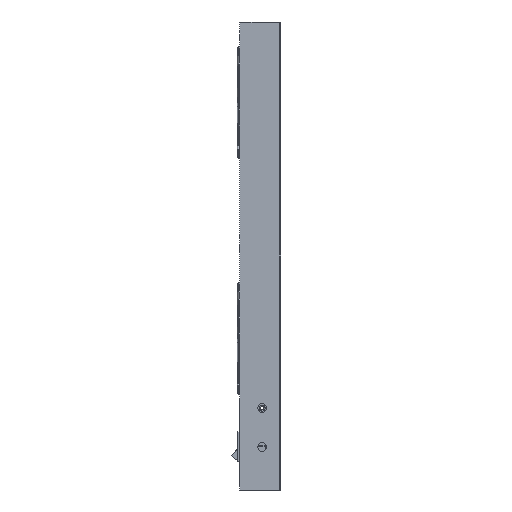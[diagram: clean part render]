
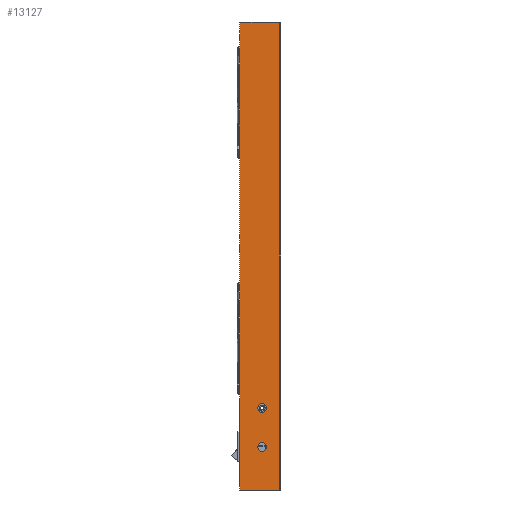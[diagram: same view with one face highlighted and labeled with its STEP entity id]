
A CAD part, left-side view. The second image highlights one B-rep face of the part: STEP entity #13127.
In plain terms, the highlighted planar face has unit normal (-1, 0, 0).
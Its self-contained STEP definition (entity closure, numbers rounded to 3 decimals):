
#273 = DIRECTION ( 'NONE',  ( 0., 0., 1. ) ) ;
#287 = ORIENTED_EDGE ( 'NONE', *, *, #7956, .F. ) ;
#497 = EDGE_LOOP ( 'NONE', ( #9508, #287, #13584, #8922 ) ) ;
#690 = DIRECTION ( 'NONE',  ( 0., 0., 1. ) ) ;
#760 = CARTESIAN_POINT ( 'NONE',  ( -70., 41., -480. ) ) ;
#1300 = VECTOR ( 'NONE', #273, 1000. ) ;
#1571 = DIRECTION ( 'NONE',  ( -1., 0., 0. ) ) ;
#1777 = EDGE_CURVE ( 'NONE', #7798, #10372, #11217, .T. ) ;
#2050 = DIRECTION ( 'NONE',  ( 0., -1., 0. ) ) ;
#2486 = VERTEX_POINT ( 'NONE', #16797 ) ;
#2859 = ORIENTED_EDGE ( 'NONE', *, *, #14385, .F. ) ;
#3070 = DIRECTION ( 'NONE',  ( 0., -1., 0. ) ) ;
#3621 = CARTESIAN_POINT ( 'NONE',  ( -70., 41., -480. ) ) ;
#3729 = FACE_BOUND ( 'NONE', #11993, .T. ) ;
#4084 = VERTEX_POINT ( 'NONE', #6873 ) ;
#4384 = LINE ( 'NONE', #13700, #11994 ) ;
#4608 = CARTESIAN_POINT ( 'NONE',  ( -70., 0., -480. ) ) ;
#4650 = EDGE_CURVE ( 'NONE', #12126, #7798, #13995, .T. ) ;
#4939 = DIRECTION ( 'NONE',  ( -1., 0., 0. ) ) ;
#5389 = CARTESIAN_POINT ( 'NONE',  ( -70., 18., -396. ) ) ;
#6527 = AXIS2_PLACEMENT_3D ( 'NONE', #12227, #4939, #10250 ) ;
#6873 = CARTESIAN_POINT ( 'NONE',  ( -70., 18., -391.5 ) ) ;
#6966 = LINE ( 'NONE', #12021, #1300 ) ;
#7057 = DIRECTION ( 'NONE',  ( 0., 0., 1. ) ) ;
#7798 = VERTEX_POINT ( 'NONE', #12457 ) ;
#7956 = EDGE_CURVE ( 'NONE', #12126, #11942, #6966, .T. ) ;
#8248 = FACE_OUTER_BOUND ( 'NONE', #497, .T. ) ;
#8629 = CARTESIAN_POINT ( 'NONE',  ( -70., 0., 0. ) ) ;
#8922 = ORIENTED_EDGE ( 'NONE', *, *, #1777, .T. ) ;
#9011 = CIRCLE ( 'NONE', #13735, 4.5 ) ;
#9397 = DIRECTION ( 'NONE',  ( 0., 0., 1. ) ) ;
#9508 = ORIENTED_EDGE ( 'NONE', *, *, #16008, .F. ) ;
#10250 = DIRECTION ( 'NONE',  ( 0., 0., 1. ) ) ;
#10372 = VERTEX_POINT ( 'NONE', #8629 ) ;
#10623 = DIRECTION ( 'NONE',  ( -1., 0., 0. ) ) ;
#11094 = EDGE_LOOP ( 'NONE', ( #2859 ) ) ;
#11132 = AXIS2_PLACEMENT_3D ( 'NONE', #5389, #10623, #9397 ) ;
#11217 = LINE ( 'NONE', #4608, #13378 ) ;
#11942 = VERTEX_POINT ( 'NONE', #13817 ) ;
#11993 = EDGE_LOOP ( 'NONE', ( #16763 ) ) ;
#11994 = VECTOR ( 'NONE', #3070, 1000. ) ;
#12021 = CARTESIAN_POINT ( 'NONE',  ( -70., 41., -480. ) ) ;
#12126 = VERTEX_POINT ( 'NONE', #3621 ) ;
#12186 = CARTESIAN_POINT ( 'NONE',  ( -70., 18., -436. ) ) ;
#12227 = CARTESIAN_POINT ( 'NONE',  ( -70., 41., -480. ) ) ;
#12457 = CARTESIAN_POINT ( 'NONE',  ( -70., 0., -480. ) ) ;
#12520 = CIRCLE ( 'NONE', #11132, 4.5 ) ;
#12937 = EDGE_CURVE ( 'NONE', #2486, #2486, #9011, .T. ) ;
#13127 = ADVANCED_FACE ( 'NONE', ( #3729, #14859, #8248 ), #13555, .T. ) ;
#13378 = VECTOR ( 'NONE', #690, 1000. ) ;
#13555 = PLANE ( 'NONE',  #6527 ) ;
#13584 = ORIENTED_EDGE ( 'NONE', *, *, #4650, .T. ) ;
#13700 = CARTESIAN_POINT ( 'NONE',  ( -70., 41., 0. ) ) ;
#13735 = AXIS2_PLACEMENT_3D ( 'NONE', #12186, #1571, #7057 ) ;
#13817 = CARTESIAN_POINT ( 'NONE',  ( -70., 41., 0. ) ) ;
#13995 = LINE ( 'NONE', #760, #16454 ) ;
#14385 = EDGE_CURVE ( 'NONE', #4084, #4084, #12520, .T. ) ;
#14859 = FACE_BOUND ( 'NONE', #11094, .T. ) ;
#16008 = EDGE_CURVE ( 'NONE', #11942, #10372, #4384, .T. ) ;
#16454 = VECTOR ( 'NONE', #2050, 1000. ) ;
#16763 = ORIENTED_EDGE ( 'NONE', *, *, #12937, .F. ) ;
#16797 = CARTESIAN_POINT ( 'NONE',  ( -70., 18., -431.5 ) ) ;
